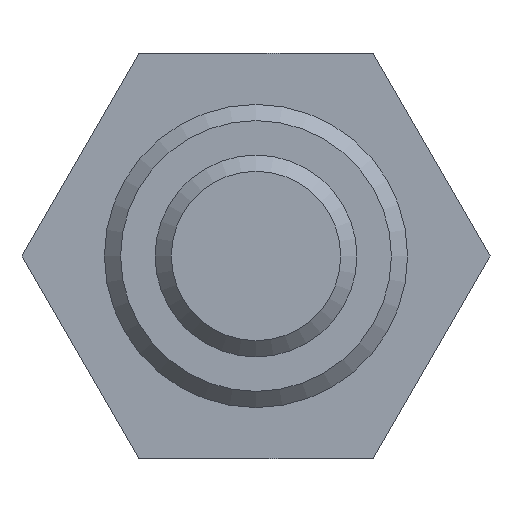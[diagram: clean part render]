
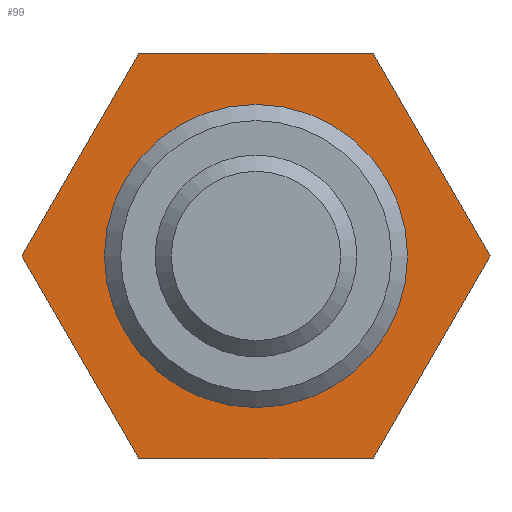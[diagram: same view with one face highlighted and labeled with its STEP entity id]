
A CAD part, front view. The second image highlights one B-rep face of the part: STEP entity #99.
In plain terms, the highlighted planar face has unit normal (0, -1, 0).
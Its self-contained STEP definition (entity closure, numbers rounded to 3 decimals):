
#99 = ADVANCED_FACE( '', ( #168, #169 ), #170, .F. );
#168 = FACE_BOUND( '', #250, .T. );
#169 = FACE_OUTER_BOUND( '', #251, .T. );
#170 = PLANE( '', #252 );
#250 = EDGE_LOOP( '', ( #440 ) );
#251 = EDGE_LOOP( '', ( #441, #442, #443, #444, #445, #446 ) );
#252 = AXIS2_PLACEMENT_3D( '', #447, #448, #449 );
#440 = ORIENTED_EDGE( '', *, *, #551, .T. );
#441 = ORIENTED_EDGE( '', *, *, #497, .F. );
#442 = ORIENTED_EDGE( '', *, *, #550, .F. );
#443 = ORIENTED_EDGE( '', *, *, #552, .F. );
#444 = ORIENTED_EDGE( '', *, *, #553, .F. );
#445 = ORIENTED_EDGE( '', *, *, #546, .F. );
#446 = ORIENTED_EDGE( '', *, *, #544, .F. );
#447 = CARTESIAN_POINT( '', ( -38.307, -25.4, -3.969 ) );
#448 = DIRECTION( '', ( 0., 1., 0. ) );
#449 = DIRECTION( '', ( 0., 0., 1. ) );
#497 = EDGE_CURVE( '', #560, #562, #563, .T. );
#544 = EDGE_CURVE( '', #562, #643, #644, .T. );
#546 = EDGE_CURVE( '', #643, #646, #647, .T. );
#550 = EDGE_CURVE( '', #650, #560, #652, .T. );
#551 = EDGE_CURVE( '', #653, #653, #654, .T. );
#552 = EDGE_CURVE( '', #655, #650, #656, .T. );
#553 = EDGE_CURVE( '', #646, #655, #657, .T. );
#560 = VERTEX_POINT( '', #667 );
#562 = VERTEX_POINT( '', #670 );
#563 = LINE( '', #671, #672 );
#643 = VERTEX_POINT( '', #833 );
#644 = LINE( '', #834, #835 );
#646 = VERTEX_POINT( '', #838 );
#647 = LINE( '', #839, #840 );
#650 = VERTEX_POINT( '', #845 );
#652 = LINE( '', #848, #849 );
#653 = VERTEX_POINT( '', #850 );
#654 = CIRCLE( '', #851, 4.75 );
#655 = VERTEX_POINT( '', #852 );
#656 = LINE( '', #853, #854 );
#657 = LINE( '', #855, #856 );
#667 = CARTESIAN_POINT( '', ( -45.639, -25.4, -16.669 ) );
#670 = CARTESIAN_POINT( '', ( -41.973, -25.4, -10.319 ) );
#671 = CARTESIAN_POINT( '', ( -45.639, -25.4, -16.669 ) );
#672 = VECTOR( '', #865, 1000. );
#833 = CARTESIAN_POINT( '', ( -34.641, -25.4, -10.319 ) );
#834 = CARTESIAN_POINT( '', ( -41.973, -25.4, -10.319 ) );
#835 = VECTOR( '', #933, 1000. );
#838 = CARTESIAN_POINT( '', ( -30.975, -25.4, -16.669 ) );
#839 = CARTESIAN_POINT( '', ( -34.641, -25.4, -10.319 ) );
#840 = VECTOR( '', #935, 1000. );
#845 = CARTESIAN_POINT( '', ( -41.973, -25.4, -23.019 ) );
#848 = CARTESIAN_POINT( '', ( -41.973, -25.4, -23.019 ) );
#849 = VECTOR( '', #939, 1000. );
#850 = CARTESIAN_POINT( '', ( -33.557, -25.4, -16.669 ) );
#851 = AXIS2_PLACEMENT_3D( '', #940, #941, #942 );
#852 = CARTESIAN_POINT( '', ( -34.641, -25.4, -23.019 ) );
#853 = CARTESIAN_POINT( '', ( -34.641, -25.4, -23.019 ) );
#854 = VECTOR( '', #943, 1000. );
#855 = CARTESIAN_POINT( '', ( -30.975, -25.4, -16.669 ) );
#856 = VECTOR( '', #944, 1000. );
#865 = DIRECTION( '', ( 0.5, 0., 0.866 ) );
#933 = DIRECTION( '', ( 1., 0., 0. ) );
#935 = DIRECTION( '', ( 0.5, 0., -0.866 ) );
#939 = DIRECTION( '', ( -0.5, 0., 0.866 ) );
#940 = CARTESIAN_POINT( '', ( -38.307, -25.4, -16.669 ) );
#941 = DIRECTION( '', ( 0., 1., 0. ) );
#942 = DIRECTION( '', ( 1., 0., 0. ) );
#943 = DIRECTION( '', ( -1., 0., 0. ) );
#944 = DIRECTION( '', ( -0.5, 0., -0.866 ) );
